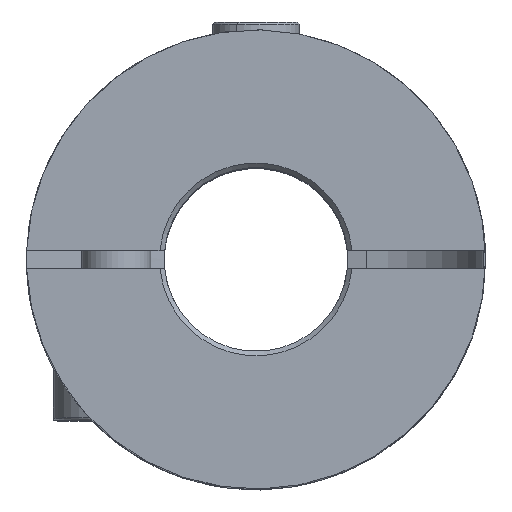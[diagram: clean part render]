
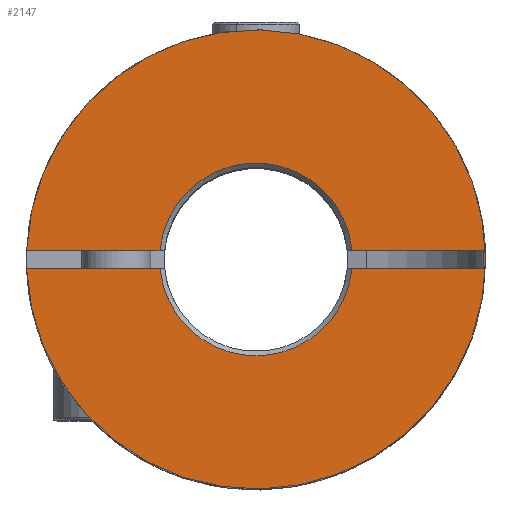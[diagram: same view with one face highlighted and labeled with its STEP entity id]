
A CAD part, top view. The second image highlights one B-rep face of the part: STEP entity #2147.
In plain terms, the highlighted planar face has unit normal (0, 0, 1).
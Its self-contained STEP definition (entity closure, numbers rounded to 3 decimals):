
#27 = VERTEX_POINT ( 'NONE', #4540 ) ;
#85 = CIRCLE ( 'NONE', #1620, 10. ) ;
#90 = AXIS2_PLACEMENT_3D ( 'NONE', #1291, #5329, #1707 ) ;
#102 = LINE ( 'NONE', #4037, #1007 ) ;
#144 = DIRECTION ( 'NONE',  ( 1., 0., 0. ) ) ;
#184 = EDGE_CURVE ( 'NONE', #4194, #4093, #85, .T. ) ;
#285 = CIRCLE ( 'NONE', #4629, 10. ) ;
#332 = DIRECTION ( 'NONE',  ( 0., -1., 0. ) ) ;
#363 = PLANE ( 'NONE',  #5993 ) ;
#681 = DIRECTION ( 'NONE',  ( 0., 0., -1. ) ) ;
#682 = CARTESIAN_POINT ( 'NONE',  ( -9.992, 0.4, 25. ) ) ;
#793 = DIRECTION ( 'NONE',  ( -1., 0., 0. ) ) ;
#805 = ORIENTED_EDGE ( 'NONE', *, *, #4455, .F. ) ;
#859 = EDGE_LOOP ( 'NONE', ( #6099, #4070, #805, #1970, #2577, #5419, #959, #1856, #1186 ) ) ;
#959 = ORIENTED_EDGE ( 'NONE', *, *, #2295, .T. ) ;
#1007 = VECTOR ( 'NONE', #6110, 1000. ) ;
#1139 = FACE_OUTER_BOUND ( 'NONE', #859, .T. ) ;
#1146 = EDGE_CURVE ( 'NONE', #5352, #4765, #4260, .T. ) ;
#1186 = ORIENTED_EDGE ( 'NONE', *, *, #3631, .T. ) ;
#1291 = CARTESIAN_POINT ( 'NONE',  ( 0., 0., 25. ) ) ;
#1584 = CARTESIAN_POINT ( 'NONE',  ( -0.796, 0.4, 25. ) ) ;
#1620 = AXIS2_PLACEMENT_3D ( 'NONE', #3806, #4289, #793 ) ;
#1707 = DIRECTION ( 'NONE',  ( 1., 0., 0. ) ) ;
#1734 = CARTESIAN_POINT ( 'NONE',  ( -0.796, -0.4, 25. ) ) ;
#1768 = LINE ( 'NONE', #5885, #5059 ) ;
#1841 = CARTESIAN_POINT ( 'NONE',  ( 0., 0., 25. ) ) ;
#1856 = ORIENTED_EDGE ( 'NONE', *, *, #5805, .T. ) ;
#1901 = DIRECTION ( 'NONE',  ( 0., 0., 1. ) ) ;
#1970 = ORIENTED_EDGE ( 'NONE', *, *, #4324, .T. ) ;
#2098 = VERTEX_POINT ( 'NONE', #682 ) ;
#2147 = ADVANCED_FACE ( 'NONE', ( #1139 ), #363, .T. ) ;
#2245 = AXIS2_PLACEMENT_3D ( 'NONE', #3527, #681, #5010 ) ;
#2295 = EDGE_CURVE ( 'NONE', #4765, #4994, #1768, .T. ) ;
#2519 = VECTOR ( 'NONE', #5512, 1000. ) ;
#2577 = ORIENTED_EDGE ( 'NONE', *, *, #3697, .T. ) ;
#2682 = VERTEX_POINT ( 'NONE', #4793 ) ;
#2876 = CIRCLE ( 'NONE', #90, 4.2 ) ;
#3031 = LINE ( 'NONE', #5029, #2519 ) ;
#3527 = CARTESIAN_POINT ( 'NONE',  ( 0., 0., 25. ) ) ;
#3550 = VECTOR ( 'NONE', #5680, 1000. ) ;
#3631 = EDGE_CURVE ( 'NONE', #2682, #6040, #2876, .T. ) ;
#3697 = EDGE_CURVE ( 'NONE', #27, #5352, #3902, .T. ) ;
#3806 = CARTESIAN_POINT ( 'NONE',  ( 0., 0., 25. ) ) ;
#3883 = DIRECTION ( 'NONE',  ( 1., 0., 0. ) ) ;
#3902 = CIRCLE ( 'NONE', #2245, 4.2 ) ;
#4037 = CARTESIAN_POINT ( 'NONE',  ( -0.796, 0.4, 25. ) ) ;
#4070 = ORIENTED_EDGE ( 'NONE', *, *, #184, .F. ) ;
#4093 = VERTEX_POINT ( 'NONE', #4674 ) ;
#4194 = VERTEX_POINT ( 'NONE', #6348 ) ;
#4260 = LINE ( 'NONE', #1584, #5054 ) ;
#4289 = DIRECTION ( 'NONE',  ( 0., 0., -1. ) ) ;
#4324 = EDGE_CURVE ( 'NONE', #2098, #27, #102, .T. ) ;
#4455 = EDGE_CURVE ( 'NONE', #2098, #4194, #285, .T. ) ;
#4540 = CARTESIAN_POINT ( 'NONE',  ( -4.181, 0.4, 25. ) ) ;
#4629 = AXIS2_PLACEMENT_3D ( 'NONE', #4696, #5710, #5246 ) ;
#4671 = LINE ( 'NONE', #1734, #3550 ) ;
#4674 = CARTESIAN_POINT ( 'NONE',  ( -9.992, -0.4, 25. ) ) ;
#4696 = CARTESIAN_POINT ( 'NONE',  ( 0., 0., 25. ) ) ;
#4765 = VERTEX_POINT ( 'NONE', #4859 ) ;
#4793 = CARTESIAN_POINT ( 'NONE',  ( 4.181, -0.4, 25. ) ) ;
#4859 = CARTESIAN_POINT ( 'NONE',  ( 9.9, 0.4, 25. ) ) ;
#4994 = VERTEX_POINT ( 'NONE', #5142 ) ;
#5010 = DIRECTION ( 'NONE',  ( 1., 0., 0. ) ) ;
#5029 = CARTESIAN_POINT ( 'NONE',  ( -0.796, -0.4, 25. ) ) ;
#5054 = VECTOR ( 'NONE', #144, 1000. ) ;
#5059 = VECTOR ( 'NONE', #332, 1000. ) ;
#5142 = CARTESIAN_POINT ( 'NONE',  ( 9.9, -0.4, 25. ) ) ;
#5246 = DIRECTION ( 'NONE',  ( -1., 0., 0. ) ) ;
#5308 = CARTESIAN_POINT ( 'NONE',  ( -4.181, -0.4, 25. ) ) ;
#5329 = DIRECTION ( 'NONE',  ( 0., 0., -1. ) ) ;
#5352 = VERTEX_POINT ( 'NONE', #5462 ) ;
#5419 = ORIENTED_EDGE ( 'NONE', *, *, #1146, .T. ) ;
#5462 = CARTESIAN_POINT ( 'NONE',  ( 4.181, 0.4, 25. ) ) ;
#5512 = DIRECTION ( 'NONE',  ( -1., 0., 0. ) ) ;
#5634 = EDGE_CURVE ( 'NONE', #6040, #4093, #4671, .T. ) ;
#5680 = DIRECTION ( 'NONE',  ( -1., 0., 0. ) ) ;
#5710 = DIRECTION ( 'NONE',  ( 0., 0., -1. ) ) ;
#5805 = EDGE_CURVE ( 'NONE', #4994, #2682, #3031, .T. ) ;
#5885 = CARTESIAN_POINT ( 'NONE',  ( 9.9, 0., 25. ) ) ;
#5993 = AXIS2_PLACEMENT_3D ( 'NONE', #1841, #1901, #3883 ) ;
#6040 = VERTEX_POINT ( 'NONE', #5308 ) ;
#6099 = ORIENTED_EDGE ( 'NONE', *, *, #5634, .T. ) ;
#6110 = DIRECTION ( 'NONE',  ( 1., 0., 0. ) ) ;
#6348 = CARTESIAN_POINT ( 'NONE',  ( 10., 0., 25. ) ) ;
